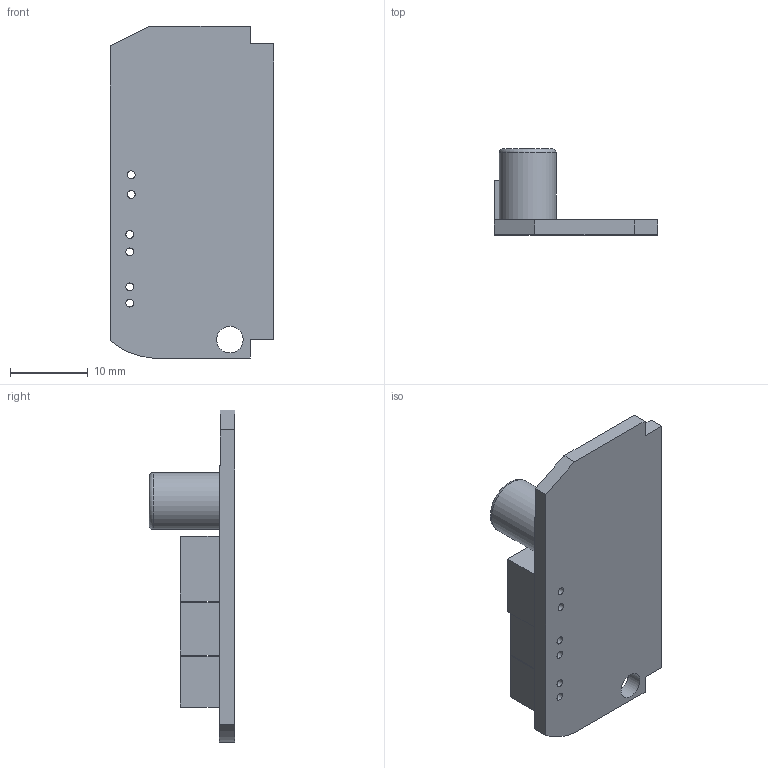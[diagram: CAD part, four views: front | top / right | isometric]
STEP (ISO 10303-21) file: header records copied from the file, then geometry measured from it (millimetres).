
FILE_DESCRIPTION(/* description */ (''),/* implementation_level */ '2;1');
FILE_NAME(/* name */ 'module bluetooth.stp',/* time_stamp */ '2018-09-26T16:38:36-04:00',/* author */ ('yvonq'),/* organization */ (''),/* preprocessor_version */ 'ST-DEVELOPER v17',/* originating_system */ 'Autodesk Inventor 2018',/* authorisation */ '');
FILE_SCHEMA (('AUTOMOTIVE_DESIGN { 1 0 10303 214 3 1 1 }'));
Length unit declared in the file: millimetre
Products named in the file (1): module bluetooth
Bounding box: 21.01 x 11 x 42.57 mm (x, y, z)
Volume: 2400.6 mm3; surface area: 2875.8 mm2
Topology: 1 solids, 1 shells, 54 faces, 136 edges, 91 vertices
Faces by surface type: plane 44, cylinder 9, torus 1
Full cylindrical faces by diameter (mm): 1 x6, 3.407 x1, 7.281 x1
Entity records: 1724 total; most frequent: CARTESIAN_POINT 282, ORIENTED_EDGE 272, DIRECTION 268, EDGE_CURVE 136, LINE 114, VECTOR 114, VERTEX_POINT 91, AXIS2_PLACEMENT_3D 77
